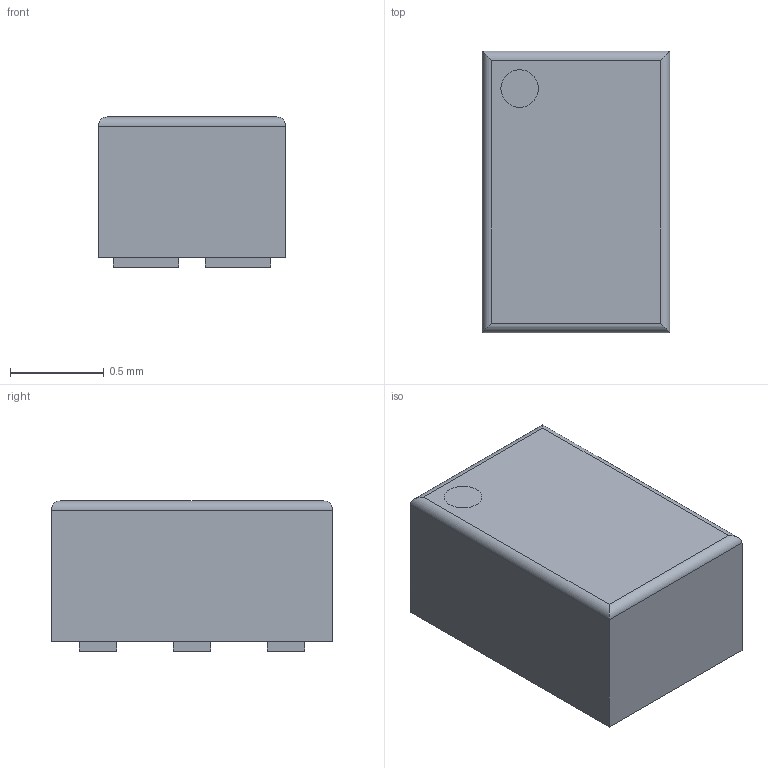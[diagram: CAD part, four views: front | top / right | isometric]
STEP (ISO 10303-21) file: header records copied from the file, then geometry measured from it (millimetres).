
FILE_DESCRIPTION((''),'2;1');
FILE_NAME('PSON50P100X150X80-6N.stp','2010-02-17T16:58:06',(''),(''),'Mechanical Desktop 2010','Mechanical Desktop 2010',', , ');
FILE_SCHEMA(('AUTOMOTIVE_DESIGN { 1 2 10303 214 1 1 1 1 }'));
Length unit declared in the file: millimetre
Products named in the file (1): Product
Bounding box: 1 x 1.5 x 0.8 mm (x, y, z)
Volume: 1.1 mm3; surface area: 7.9 mm2
Topology: 8 solids, 8 shells, 53 faces, 104 edges, 68 vertices
Faces by surface type: plane 45, cylinder 8
Entity records: 1390 total; most frequent: CARTESIAN_POINT 226, DIRECTION 224, ORIENTED_EDGE 208, EDGE_CURVE 104, VECTOR 92, LINE 92, VERTEX_POINT 68, AXIS2_PLACEMENT_3D 66
